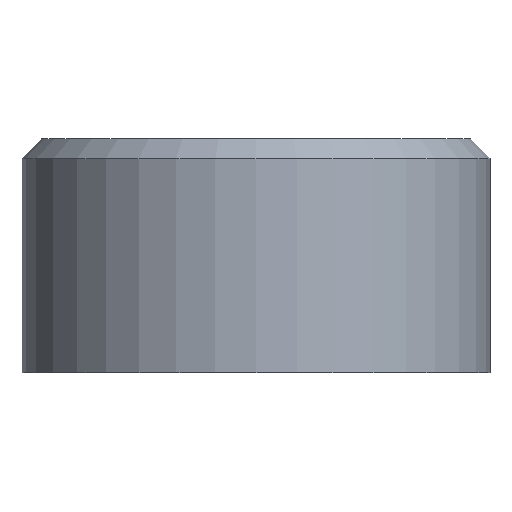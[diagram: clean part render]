
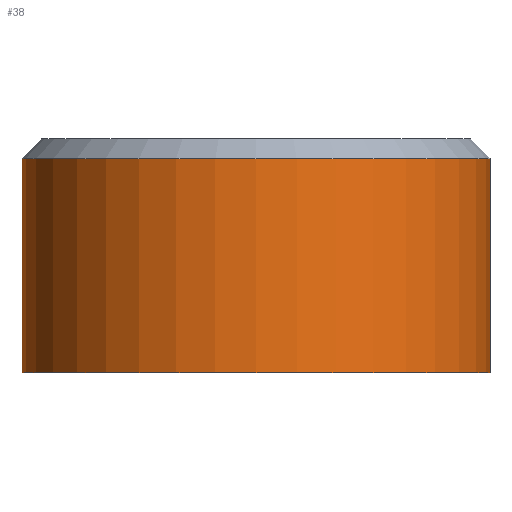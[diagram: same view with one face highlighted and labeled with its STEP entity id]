
A CAD part, front view. The second image highlights one B-rep face of the part: STEP entity #38.
In plain terms, the highlighted cylindrical face has radius 6 mm (diameter 12 mm), a partial arc.
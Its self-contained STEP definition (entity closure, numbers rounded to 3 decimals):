
#1 = DIRECTION ( 'NONE',  ( 1., 0., 0. ) ) ;
#2 = VERTEX_POINT ( 'NONE', #58 ) ;
#6 = VERTEX_POINT ( 'NONE', #55 ) ;
#25 = ORIENTED_EDGE ( 'NONE', *, *, #26, .T. ) ;
#26 = EDGE_CURVE ( 'NONE', #35, #34, #90, .T. ) ;
#27 = ORIENTED_EDGE ( 'NONE', *, *, #61, .T. ) ;
#34 = VERTEX_POINT ( 'NONE', #187 ) ;
#35 = VERTEX_POINT ( 'NONE', #186 ) ;
#37 = EDGE_CURVE ( 'NONE', #35, #6, #185, .T. ) ;
#38 = ADVANCED_FACE ( 'NONE', ( #181 ), #169, .T. ) ;
#39 = EDGE_LOOP ( 'NONE', ( #40, #25, #27, #129 ) ) ;
#40 = ORIENTED_EDGE ( 'NONE', *, *, #37, .F. ) ;
#55 = CARTESIAN_POINT ( 'NONE',  ( -6., 0., -0.5 ) ) ;
#58 = CARTESIAN_POINT ( 'NONE',  ( 6., 0., -0.5 ) ) ;
#61 = EDGE_CURVE ( 'NONE', #34, #2, #164, .T. ) ;
#87 = DIRECTION ( 'NONE',  ( 0., 0., 1. ) ) ;
#88 = CARTESIAN_POINT ( 'NONE',  ( 0., 0., -6. ) ) ;
#89 = AXIS2_PLACEMENT_3D ( 'NONE', #88, #87, #1 ) ;
#90 = CIRCLE ( 'NONE', #89, 6. ) ;
#129 = ORIENTED_EDGE ( 'NONE', *, *, #130, .T. ) ;
#130 = EDGE_CURVE ( 'NONE', #2, #6, #247, .T. ) ;
#161 = DIRECTION ( 'NONE',  ( 0., 0., 1. ) ) ;
#162 = VECTOR ( 'NONE', #161, 1000. ) ;
#163 = CARTESIAN_POINT ( 'NONE',  ( 6., 0., -6. ) ) ;
#164 = LINE ( 'NONE', #163, #162 ) ;
#165 = DIRECTION ( 'NONE',  ( 1., 0., 0. ) ) ;
#166 = DIRECTION ( 'NONE',  ( 0., 0., 1. ) ) ;
#167 = CARTESIAN_POINT ( 'NONE',  ( 0., 0., -6. ) ) ;
#168 = AXIS2_PLACEMENT_3D ( 'NONE', #167, #166, #165 ) ;
#169 = CYLINDRICAL_SURFACE ( 'NONE', #168, 6. ) ;
#181 = FACE_OUTER_BOUND ( 'NONE', #39, .T. ) ;
#182 = DIRECTION ( 'NONE',  ( 0., 0., 1. ) ) ;
#183 = VECTOR ( 'NONE', #182, 1000. ) ;
#184 = CARTESIAN_POINT ( 'NONE',  ( -6., 0., -6. ) ) ;
#185 = LINE ( 'NONE', #184, #183 ) ;
#186 = CARTESIAN_POINT ( 'NONE',  ( -6., 0., -6. ) ) ;
#187 = CARTESIAN_POINT ( 'NONE',  ( 6., 0., -6. ) ) ;
#243 = DIRECTION ( 'NONE',  ( 1., 0., 0. ) ) ;
#244 = DIRECTION ( 'NONE',  ( 0., 0., -1. ) ) ;
#245 = CARTESIAN_POINT ( 'NONE',  ( 0., 0., -0.5 ) ) ;
#246 = AXIS2_PLACEMENT_3D ( 'NONE', #245, #244, #243 ) ;
#247 = CIRCLE ( 'NONE', #246, 6. ) ;
